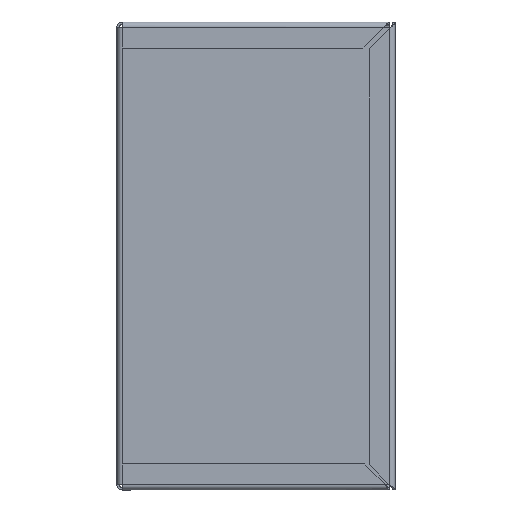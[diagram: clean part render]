
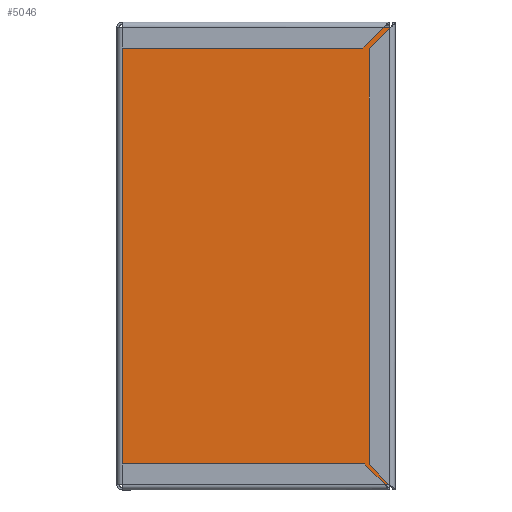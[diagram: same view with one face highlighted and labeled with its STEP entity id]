
A CAD part, left-side view. The second image highlights one B-rep face of the part: STEP entity #5046.
In plain terms, the highlighted planar face has unit normal (-1, 0, 0).
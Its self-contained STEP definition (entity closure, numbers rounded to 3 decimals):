
#33 = CARTESIAN_POINT ( 'NONE',  ( -42., 32., -176. ) ) ;
#102 = DIRECTION ( 'NONE',  ( 0., 1., 0. ) ) ;
#264 = CARTESIAN_POINT ( 'NONE',  ( -42., 238., 176. ) ) ;
#554 = EDGE_CURVE ( 'NONE', #4180, #5073, #932, .T. ) ;
#758 = ORIENTED_EDGE ( 'NONE', *, *, #2139, .F. ) ;
#766 = VECTOR ( 'NONE', #969, 1000. ) ;
#931 = ORIENTED_EDGE ( 'NONE', *, *, #554, .F. ) ;
#932 = LINE ( 'NONE', #1233, #2741 ) ;
#969 = DIRECTION ( 'NONE',  ( 0., 0., 1. ) ) ;
#1004 = FACE_OUTER_BOUND ( 'NONE', #3920, .T. ) ;
#1233 = CARTESIAN_POINT ( 'NONE',  ( -42., 32., -176. ) ) ;
#1333 = CARTESIAN_POINT ( 'NONE',  ( -42., 0., 0. ) ) ;
#1390 = CARTESIAN_POINT ( 'NONE',  ( -42., 238., -176. ) ) ;
#1408 = EDGE_CURVE ( 'NONE', #1630, #5549, #3401, .T. ) ;
#1562 = VECTOR ( 'NONE', #5170, 1000. ) ;
#1611 = EDGE_CURVE ( 'NONE', #5073, #1630, #4806, .T. ) ;
#1630 = VERTEX_POINT ( 'NONE', #264 ) ;
#1904 = ORIENTED_EDGE ( 'NONE', *, *, #1611, .F. ) ;
#2139 = EDGE_CURVE ( 'NONE', #5549, #4180, #2661, .T. ) ;
#2623 = DIRECTION ( 'NONE',  ( 1., 0., 0. ) ) ;
#2661 = LINE ( 'NONE', #4780, #1562 ) ;
#2741 = VECTOR ( 'NONE', #3848, 1000. ) ;
#3211 = CARTESIAN_POINT ( 'NONE',  ( -42., 32., 176. ) ) ;
#3375 = ORIENTED_EDGE ( 'NONE', *, *, #1408, .F. ) ;
#3401 = LINE ( 'NONE', #3491, #3812 ) ;
#3491 = CARTESIAN_POINT ( 'NONE',  ( -42., 238., 176. ) ) ;
#3553 = PLANE ( 'NONE',  #4836 ) ;
#3812 = VECTOR ( 'NONE', #4714, 1000. ) ;
#3848 = DIRECTION ( 'NONE',  ( 0., 1., 0. ) ) ;
#3920 = EDGE_LOOP ( 'NONE', ( #931, #758, #3375, #1904 ) ) ;
#3965 = CARTESIAN_POINT ( 'NONE',  ( -42., 238., 0. ) ) ;
#4180 = VERTEX_POINT ( 'NONE', #33 ) ;
#4714 = DIRECTION ( 'NONE',  ( 0., -1., 0. ) ) ;
#4780 = CARTESIAN_POINT ( 'NONE',  ( -42., 32., 180. ) ) ;
#4806 = LINE ( 'NONE', #3965, #766 ) ;
#4836 = AXIS2_PLACEMENT_3D ( 'NONE', #1333, #2623, #102 ) ;
#5046 = ADVANCED_FACE ( 'NONE', ( #1004 ), #3553, .F. ) ;
#5073 = VERTEX_POINT ( 'NONE', #1390 ) ;
#5170 = DIRECTION ( 'NONE',  ( 0., 0., -1. ) ) ;
#5549 = VERTEX_POINT ( 'NONE', #3211 ) ;
